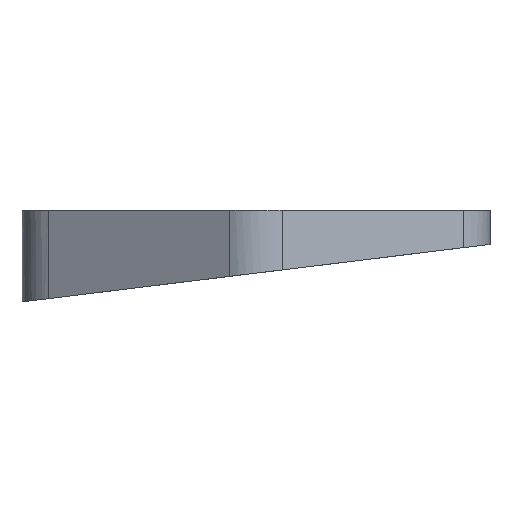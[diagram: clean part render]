
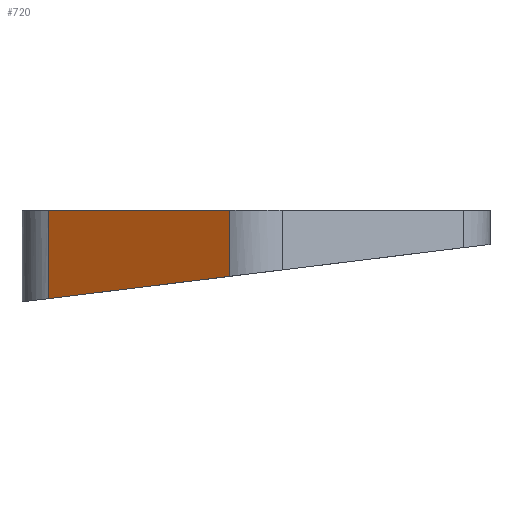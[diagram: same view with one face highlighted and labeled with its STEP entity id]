
A CAD part, left-side view. The second image highlights one B-rep face of the part: STEP entity #720.
In plain terms, the highlighted planar face has unit normal (-0.864, 0.503, 0).
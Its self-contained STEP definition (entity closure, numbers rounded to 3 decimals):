
#293 = DIRECTION ( 'NONE',  ( -0.503, -0.864, 0. ) ) ;
#720 = ADVANCED_FACE ( 'NONE', ( #9642 ), #8957, .T. ) ;
#824 = VERTEX_POINT ( 'NONE', #6884 ) ;
#1142 = LINE ( 'NONE', #9119, #1480 ) ;
#1480 = VECTOR ( 'NONE', #8056, 1000. ) ;
#1534 = CARTESIAN_POINT ( 'NONE',  ( 20.588, 44.247, -14. ) ) ;
#2415 = EDGE_CURVE ( 'NONE', #5724, #824, #2814, .T. ) ;
#2814 = LINE ( 'NONE', #13528, #12310 ) ;
#3435 = CARTESIAN_POINT ( 'NONE',  ( -4.646, 0.866, 126.723 ) ) ;
#4155 = CARTESIAN_POINT ( 'NONE',  ( 30.623, 61.499, -22.399 ) ) ;
#4432 = EDGE_CURVE ( 'NONE', #5724, #7985, #1142, .T. ) ;
#4881 = DIRECTION ( 'NONE',  ( 0.503, 0.864, 0. ) ) ;
#5330 = ORIENTED_EDGE ( 'NONE', *, *, #9318, .T. ) ;
#5724 = VERTEX_POINT ( 'NONE', #4155 ) ;
#5947 = EDGE_CURVE ( 'NONE', #7985, #8716, #13501, .T. ) ;
#6406 = VECTOR ( 'NONE', #4881, 1000. ) ;
#6667 = VECTOR ( 'NONE', #8925, 1000. ) ;
#6884 = CARTESIAN_POINT ( 'NONE',  ( 30.623, 61.499, -14. ) ) ;
#6995 = DIRECTION ( 'NONE',  ( 0., 0., 1. ) ) ;
#7258 = LINE ( 'NONE', #1534, #6406 ) ;
#7985 = VERTEX_POINT ( 'NONE', #8199 ) ;
#8056 = DIRECTION ( 'NONE',  ( -0.5, -0.86, 0.106 ) ) ;
#8199 = CARTESIAN_POINT ( 'NONE',  ( 20.588, 44.247, -20.281 ) ) ;
#8716 = VERTEX_POINT ( 'NONE', #12254 ) ;
#8925 = DIRECTION ( 'NONE',  ( 0., 0., 1. ) ) ;
#8957 = PLANE ( 'NONE',  #9402 ) ;
#9119 = CARTESIAN_POINT ( 'NONE',  ( 30.623, 61.499, -22.399 ) ) ;
#9260 = ORIENTED_EDGE ( 'NONE', *, *, #2415, .F. ) ;
#9318 = EDGE_CURVE ( 'NONE', #8716, #824, #7258, .T. ) ;
#9367 = EDGE_LOOP ( 'NONE', ( #13793, #13860, #5330, #9260 ) ) ;
#9402 = AXIS2_PLACEMENT_3D ( 'NONE', #3435, #13310, #293 ) ;
#9642 = FACE_OUTER_BOUND ( 'NONE', #9367, .T. ) ;
#10070 = CARTESIAN_POINT ( 'NONE',  ( 20.588, 44.247, 126.723 ) ) ;
#12254 = CARTESIAN_POINT ( 'NONE',  ( 20.588, 44.247, -14. ) ) ;
#12310 = VECTOR ( 'NONE', #6995, 1000. ) ;
#13310 = DIRECTION ( 'NONE',  ( -0.864, 0.503, 0. ) ) ;
#13501 = LINE ( 'NONE', #10070, #6667 ) ;
#13528 = CARTESIAN_POINT ( 'NONE',  ( 30.623, 61.499, -18.021 ) ) ;
#13793 = ORIENTED_EDGE ( 'NONE', *, *, #4432, .T. ) ;
#13860 = ORIENTED_EDGE ( 'NONE', *, *, #5947, .T. ) ;
